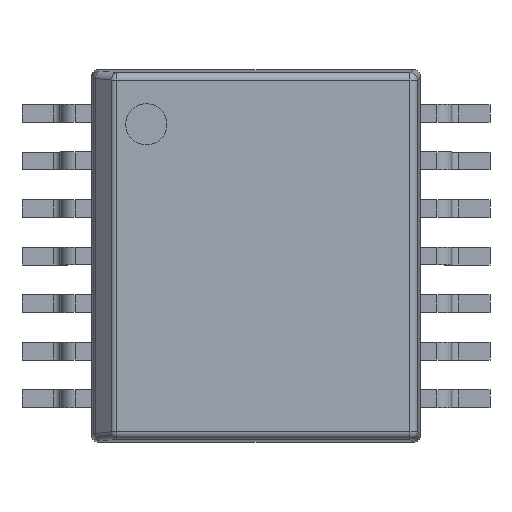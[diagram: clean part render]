
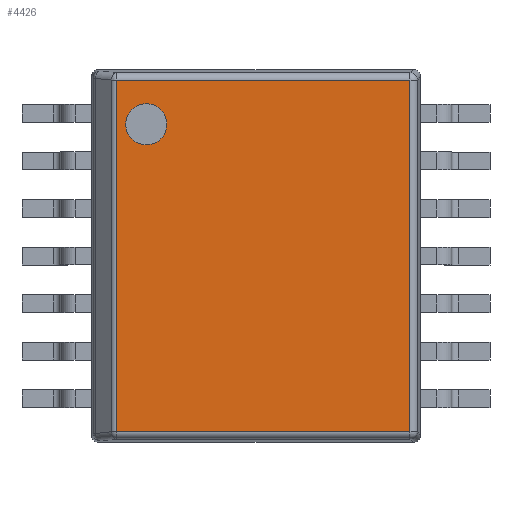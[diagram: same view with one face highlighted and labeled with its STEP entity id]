
A CAD part, top view. The second image highlights one B-rep face of the part: STEP entity #4426.
In plain terms, the highlighted planar face has unit normal (0, 0, 1).
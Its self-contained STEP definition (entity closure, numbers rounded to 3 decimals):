
#3467 = CYLINDRICAL_SURFACE('',#3468,0.1);
#3468 = AXIS2_PLACEMENT_3D('',#3469,#3470,#3471);
#3469 = CARTESIAN_POINT('',(0.3,0.145,1.1));
#3470 = DIRECTION('',(1.,0.,0.));
#3471 = DIRECTION('',(0.,-0.995,0.105));
#3616 = CYLINDRICAL_SURFACE('',#3617,0.1);
#3617 = AXIS2_PLACEMENT_3D('',#3618,#3619,#3620);
#3618 = CARTESIAN_POINT('',(0.3,4.955,1.1));
#3619 = DIRECTION('',(1.,0.,0.));
#3620 = DIRECTION('',(0.,0.995,0.105));
#3692 = CYLINDRICAL_SURFACE('',#3693,0.1);
#3693 = AXIS2_PLACEMENT_3D('',#3694,#3695,#3696);
#3694 = CARTESIAN_POINT('',(4.355,0.055,1.1));
#3695 = DIRECTION('',(0.,1.,0.));
#3696 = DIRECTION('',(0.995,0.,0.105));
#3995 = VERTEX_POINT('',#3996);
#3996 = CARTESIAN_POINT('',(4.355,0.145,1.2));
#4016 = EDGE_CURVE('',#4017,#3995,#4019,.T.);
#4017 = VERTEX_POINT('',#4018);
#4018 = CARTESIAN_POINT('',(0.341,0.145,1.2));
#4019 = SURFACE_CURVE('',#4020,(#4024,#4031),.PCURVE_S1.);
#4020 = LINE('',#4021,#4022);
#4021 = CARTESIAN_POINT('',(0.3,0.145,1.2));
#4022 = VECTOR('',#4023,1.);
#4023 = DIRECTION('',(1.,0.,0.));
#4024 = PCURVE('',#3467,#4025);
#4025 = DEFINITIONAL_REPRESENTATION('',(#4026),#4030);
#4026 = LINE('',#4027,#4028);
#4027 = CARTESIAN_POINT('',(4.817,0.));
#4028 = VECTOR('',#4029,1.);
#4029 = DIRECTION('',(0.,1.));
#4030 = ( GEOMETRIC_REPRESENTATION_CONTEXT(2) 
PARAMETRIC_REPRESENTATION_CONTEXT() REPRESENTATION_CONTEXT('2D SPACE',''
  ) );
#4031 = PCURVE('',#4032,#4037);
#4032 = PLANE('',#4033);
#4033 = AXIS2_PLACEMENT_3D('',#4034,#4035,#4036);
#4034 = CARTESIAN_POINT('',(0.,0.,1.2));
#4035 = DIRECTION('',(0.,0.,1.));
#4036 = DIRECTION('',(1.,0.,0.));
#4037 = DEFINITIONAL_REPRESENTATION('',(#4038),#4042);
#4038 = LINE('',#4039,#4040);
#4039 = CARTESIAN_POINT('',(0.3,0.145));
#4040 = VECTOR('',#4041,1.);
#4041 = DIRECTION('',(1.,0.));
#4042 = ( GEOMETRIC_REPRESENTATION_CONTEXT(2) 
PARAMETRIC_REPRESENTATION_CONTEXT() REPRESENTATION_CONTEXT('2D SPACE',''
  ) );
#4198 = VERTEX_POINT('',#4199);
#4199 = CARTESIAN_POINT('',(0.341,4.955,1.2));
#4236 = EDGE_CURVE('',#4198,#4237,#4239,.T.);
#4237 = VERTEX_POINT('',#4238);
#4238 = CARTESIAN_POINT('',(4.355,4.955,1.2));
#4239 = SURFACE_CURVE('',#4240,(#4244,#4251),.PCURVE_S1.);
#4240 = LINE('',#4241,#4242);
#4241 = CARTESIAN_POINT('',(0.3,4.955,1.2));
#4242 = VECTOR('',#4243,1.);
#4243 = DIRECTION('',(1.,0.,0.));
#4244 = PCURVE('',#3616,#4245);
#4245 = DEFINITIONAL_REPRESENTATION('',(#4246),#4250);
#4246 = LINE('',#4247,#4248);
#4247 = CARTESIAN_POINT('',(1.466,0.));
#4248 = VECTOR('',#4249,1.);
#4249 = DIRECTION('',(0.,1.));
#4250 = ( GEOMETRIC_REPRESENTATION_CONTEXT(2) 
PARAMETRIC_REPRESENTATION_CONTEXT() REPRESENTATION_CONTEXT('2D SPACE',''
  ) );
#4251 = PCURVE('',#4032,#4252);
#4252 = DEFINITIONAL_REPRESENTATION('',(#4253),#4257);
#4253 = LINE('',#4254,#4255);
#4254 = CARTESIAN_POINT('',(0.3,4.955));
#4255 = VECTOR('',#4256,1.);
#4256 = DIRECTION('',(1.,0.));
#4257 = ( GEOMETRIC_REPRESENTATION_CONTEXT(2) 
PARAMETRIC_REPRESENTATION_CONTEXT() REPRESENTATION_CONTEXT('2D SPACE',''
  ) );
#4302 = EDGE_CURVE('',#3995,#4237,#4303,.T.);
#4303 = SURFACE_CURVE('',#4304,(#4308,#4315),.PCURVE_S1.);
#4304 = LINE('',#4305,#4306);
#4305 = CARTESIAN_POINT('',(4.355,0.055,1.2));
#4306 = VECTOR('',#4307,1.);
#4307 = DIRECTION('',(0.,1.,0.));
#4308 = PCURVE('',#3692,#4309);
#4309 = DEFINITIONAL_REPRESENTATION('',(#4310),#4314);
#4310 = LINE('',#4311,#4312);
#4311 = CARTESIAN_POINT('',(4.817,0.));
#4312 = VECTOR('',#4313,1.);
#4313 = DIRECTION('',(0.,1.));
#4314 = ( GEOMETRIC_REPRESENTATION_CONTEXT(2) 
PARAMETRIC_REPRESENTATION_CONTEXT() REPRESENTATION_CONTEXT('2D SPACE',''
  ) );
#4315 = PCURVE('',#4032,#4316);
#4316 = DEFINITIONAL_REPRESENTATION('',(#4317),#4321);
#4317 = LINE('',#4318,#4319);
#4318 = CARTESIAN_POINT('',(4.355,0.055));
#4319 = VECTOR('',#4320,1.);
#4320 = DIRECTION('',(0.,1.));
#4321 = ( GEOMETRIC_REPRESENTATION_CONTEXT(2) 
PARAMETRIC_REPRESENTATION_CONTEXT() REPRESENTATION_CONTEXT('2D SPACE',''
  ) );
#4383 = CYLINDRICAL_SURFACE('',#4384,0.1);
#4384 = AXIS2_PLACEMENT_3D('',#4385,#4386,#4387);
#4385 = CARTESIAN_POINT('',(0.341,0.055,1.1));
#4386 = DIRECTION('',(0.,1.,0.));
#4387 = DIRECTION('',(-0.707,0.,0.707));
#4426 = ADVANCED_FACE('',(#4427,#4453),#4032,.T.);
#4427 = FACE_BOUND('',#4428,.T.);
#4428 = EDGE_LOOP('',(#4429,#4430,#4451,#4452));
#4429 = ORIENTED_EDGE('',*,*,#4236,.F.);
#4430 = ORIENTED_EDGE('',*,*,#4431,.F.);
#4431 = EDGE_CURVE('',#4017,#4198,#4432,.T.);
#4432 = SURFACE_CURVE('',#4433,(#4437,#4444),.PCURVE_S1.);
#4433 = LINE('',#4434,#4435);
#4434 = CARTESIAN_POINT('',(0.341,0.055,1.2));
#4435 = VECTOR('',#4436,1.);
#4436 = DIRECTION('',(0.,1.,0.));
#4437 = PCURVE('',#4032,#4438);
#4438 = DEFINITIONAL_REPRESENTATION('',(#4439),#4443);
#4439 = LINE('',#4440,#4441);
#4440 = CARTESIAN_POINT('',(0.341,0.055));
#4441 = VECTOR('',#4442,1.);
#4442 = DIRECTION('',(0.,1.));
#4443 = ( GEOMETRIC_REPRESENTATION_CONTEXT(2) 
PARAMETRIC_REPRESENTATION_CONTEXT() REPRESENTATION_CONTEXT('2D SPACE',''
  ) );
#4444 = PCURVE('',#4383,#4445);
#4445 = DEFINITIONAL_REPRESENTATION('',(#4446),#4450);
#4446 = LINE('',#4447,#4448);
#4447 = CARTESIAN_POINT('',(0.785,0.));
#4448 = VECTOR('',#4449,1.);
#4449 = DIRECTION('',(0.,1.));
#4450 = ( GEOMETRIC_REPRESENTATION_CONTEXT(2) 
PARAMETRIC_REPRESENTATION_CONTEXT() REPRESENTATION_CONTEXT('2D SPACE',''
  ) );
#4451 = ORIENTED_EDGE('',*,*,#4016,.T.);
#4452 = ORIENTED_EDGE('',*,*,#4302,.T.);
#4453 = FACE_BOUND('',#4454,.T.);
#4454 = EDGE_LOOP('',(#4455));
#4455 = ORIENTED_EDGE('',*,*,#4456,.F.);
#4456 = EDGE_CURVE('',#4457,#4457,#4459,.T.);
#4457 = VERTEX_POINT('',#4458);
#4458 = CARTESIAN_POINT('',(1.031,4.35,1.2));
#4459 = SURFACE_CURVE('',#4460,(#4465,#4472),.PCURVE_S1.);
#4460 = CIRCLE('',#4461,0.281);
#4461 = AXIS2_PLACEMENT_3D('',#4462,#4463,#4464);
#4462 = CARTESIAN_POINT('',(0.75,4.35,1.2));
#4463 = DIRECTION('',(0.,0.,1.));
#4464 = DIRECTION('',(1.,0.,0.));
#4465 = PCURVE('',#4032,#4466);
#4466 = DEFINITIONAL_REPRESENTATION('',(#4467),#4471);
#4467 = CIRCLE('',#4468,0.281);
#4468 = AXIS2_PLACEMENT_2D('',#4469,#4470);
#4469 = CARTESIAN_POINT('',(0.75,4.35));
#4470 = DIRECTION('',(1.,0.));
#4471 = ( GEOMETRIC_REPRESENTATION_CONTEXT(2) 
PARAMETRIC_REPRESENTATION_CONTEXT() REPRESENTATION_CONTEXT('2D SPACE',''
  ) );
#4472 = PCURVE('',#4473,#4478);
#4473 = CYLINDRICAL_SURFACE('',#4474,0.281);
#4474 = AXIS2_PLACEMENT_3D('',#4475,#4476,#4477);
#4475 = CARTESIAN_POINT('',(0.75,4.35,1.1));
#4476 = DIRECTION('',(0.,0.,1.));
#4477 = DIRECTION('',(1.,0.,0.));
#4478 = DEFINITIONAL_REPRESENTATION('',(#4479),#4483);
#4479 = LINE('',#4480,#4481);
#4480 = CARTESIAN_POINT('',(0.,0.1));
#4481 = VECTOR('',#4482,1.);
#4482 = DIRECTION('',(1.,0.));
#4483 = ( GEOMETRIC_REPRESENTATION_CONTEXT(2) 
PARAMETRIC_REPRESENTATION_CONTEXT() REPRESENTATION_CONTEXT('2D SPACE',''
  ) );
